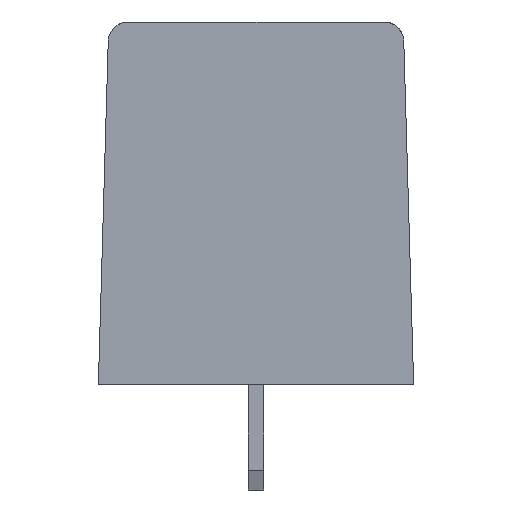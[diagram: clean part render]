
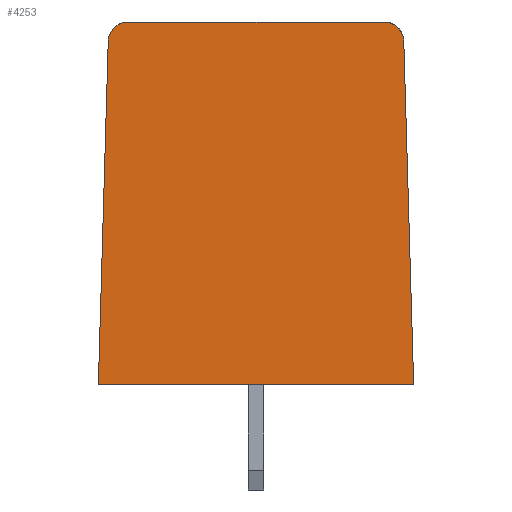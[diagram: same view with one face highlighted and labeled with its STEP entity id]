
A CAD part, left-side view. The second image highlights one B-rep face of the part: STEP entity #4253.
In plain terms, the highlighted planar face has unit normal (-1, 0, 0).
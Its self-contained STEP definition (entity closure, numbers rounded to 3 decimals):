
#4121 = VERTEX_POINT('',#4122);
#4122 = CARTESIAN_POINT('',(-0.625,6.5,18.4));
#4128 = EDGE_CURVE('',#4121,#4129,#4131,.T.);
#4129 = VERTEX_POINT('',#4130);
#4130 = CARTESIAN_POINT('',(-0.625,-6.5,18.4));
#4131 = LINE('',#4132,#4133);
#4132 = CARTESIAN_POINT('',(-0.625,8.,18.4));
#4133 = VECTOR('',#4134,1.);
#4134 = DIRECTION('',(0.,-1.,0.));
#4168 = VERTEX_POINT('',#4169);
#4169 = CARTESIAN_POINT('',(-0.625,7.5,17.429));
#4175 = EDGE_CURVE('',#4168,#4121,#4176,.T.);
#4176 = CIRCLE('',#4177,1.);
#4177 = AXIS2_PLACEMENT_3D('',#4178,#4179,#4180);
#4178 = CARTESIAN_POINT('',(-0.625,6.5,17.4));
#4179 = DIRECTION('',(1.,0.,0.));
#4180 = DIRECTION('',(0.,1.,0.));
#4234 = EDGE_CURVE('',#4129,#4235,#4237,.T.);
#4235 = VERTEX_POINT('',#4236);
#4236 = CARTESIAN_POINT('',(-0.625,-7.5,17.429));
#4237 = CIRCLE('',#4238,1.);
#4238 = AXIS2_PLACEMENT_3D('',#4239,#4240,#4241);
#4239 = CARTESIAN_POINT('',(-0.625,-6.5,17.4));
#4240 = DIRECTION('',(1.,0.,0.));
#4241 = DIRECTION('',(0.,1.,0.));
#4253 = ADVANCED_FACE('',(#4254),#4281,.T.);
#4254 = FACE_BOUND('',#4255,.T.);
#4255 = EDGE_LOOP('',(#4256,#4264,#4272,#4278,#4279,#4280));
#4256 = ORIENTED_EDGE('',*,*,#4257,.F.);
#4257 = EDGE_CURVE('',#4258,#4168,#4260,.T.);
#4258 = VERTEX_POINT('',#4259);
#4259 = CARTESIAN_POINT('',(-0.625,8.,0.));
#4260 = LINE('',#4261,#4262);
#4261 = CARTESIAN_POINT('',(-0.625,7.75,8.714));
#4262 = VECTOR('',#4263,1.);
#4263 = DIRECTION('',(0.,-0.029,1.));
#4264 = ORIENTED_EDGE('',*,*,#4265,.T.);
#4265 = EDGE_CURVE('',#4258,#4266,#4268,.T.);
#4266 = VERTEX_POINT('',#4267);
#4267 = CARTESIAN_POINT('',(-0.625,-8.,0.));
#4268 = LINE('',#4269,#4270);
#4269 = CARTESIAN_POINT('',(-0.625,8.,0.));
#4270 = VECTOR('',#4271,1.);
#4271 = DIRECTION('',(0.,-1.,0.));
#4272 = ORIENTED_EDGE('',*,*,#4273,.F.);
#4273 = EDGE_CURVE('',#4235,#4266,#4274,.T.);
#4274 = LINE('',#4275,#4276);
#4275 = CARTESIAN_POINT('',(-0.625,-7.993,0.229));
#4276 = VECTOR('',#4277,1.);
#4277 = DIRECTION('',(0.,-0.029,-1.));
#4278 = ORIENTED_EDGE('',*,*,#4234,.F.);
#4279 = ORIENTED_EDGE('',*,*,#4128,.F.);
#4280 = ORIENTED_EDGE('',*,*,#4175,.F.);
#4281 = PLANE('',#4282);
#4282 = AXIS2_PLACEMENT_3D('',#4283,#4284,#4285);
#4283 = CARTESIAN_POINT('',(-0.625,8.,0.));
#4284 = DIRECTION('',(-1.,0.,0.));
#4285 = DIRECTION('',(0.,0.,1.));
